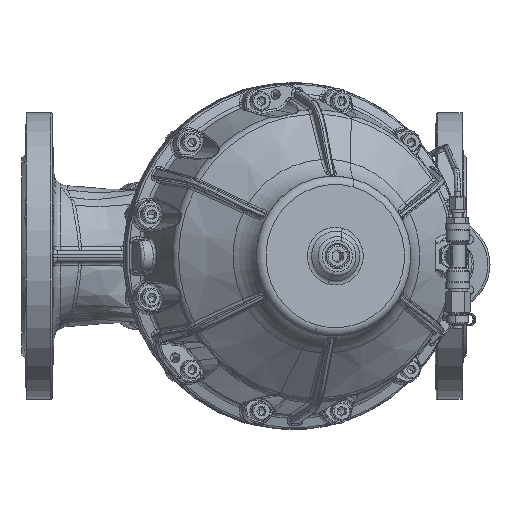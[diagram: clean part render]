
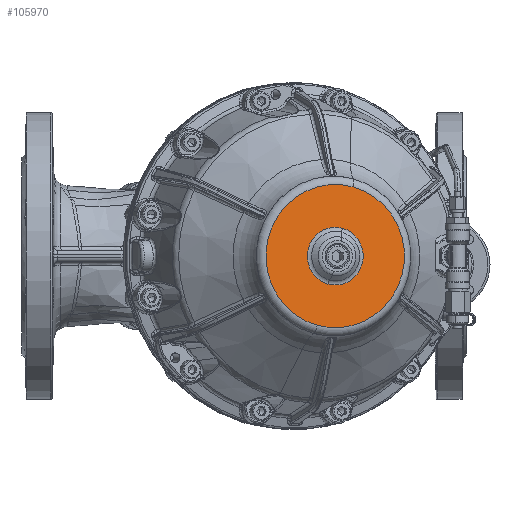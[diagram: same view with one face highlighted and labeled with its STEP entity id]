
A CAD part, front view. The second image highlights one B-rep face of the part: STEP entity #105970.
In plain terms, the highlighted planar face has unit normal (0.259, -0.966, 0).
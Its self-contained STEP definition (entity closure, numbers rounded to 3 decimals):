
#6080=CARTESIAN_POINT('Axis2P3D Location',(71.512,-266.885,0.)) ;
#6084=CARTESIAN_POINT('Vertex',(59.012,-270.235,-48.296)) ;
#6086=CARTESIAN_POINT('Vertex',(84.012,-263.536,48.296)) ;
#6111=CARTESIAN_POINT('Axis2P3D Location',(71.512,-266.885,0.)) ;
#6115=CARTESIAN_POINT('Vertex',(76.551,-265.535,19.47)) ;
#6117=CARTESIAN_POINT('Vertex',(66.472,-268.236,-19.47)) ;
#105940=CARTESIAN_POINT('Axis2P3D Location',(71.512,-266.885,0.)) ;
#105952=CARTESIAN_POINT('Axis2P3D Location',(118.162,-254.385,-12.941)) ;
#105957=CARTESIAN_POINT('Axis2P3D Location',(71.512,-266.885,0.)) ;
#6081=DIRECTION('Axis2P3D Direction',(-0.259,0.966,0.)) ;
#6112=DIRECTION('Axis2P3D Direction',(-0.259,0.966,0.)) ;
#105941=DIRECTION('Axis2P3D Direction',(-0.259,0.966,0.)) ;
#105953=DIRECTION('Axis2P3D Direction',(-0.259,0.966,0.)) ;
#105954=DIRECTION('Axis2P3D XDirection',(-0.25,-0.067,-0.966)) ;
#105958=DIRECTION('Axis2P3D Direction',(-0.259,0.966,0.)) ;
#6082=AXIS2_PLACEMENT_3D('Circle Axis2P3D',#6080,#6081,$) ;
#6113=AXIS2_PLACEMENT_3D('Circle Axis2P3D',#6111,#6112,$) ;
#105942=AXIS2_PLACEMENT_3D('Circle Axis2P3D',#105940,#105941,$) ;
#105955=AXIS2_PLACEMENT_3D('Plane Axis2P3D',#105952,#105953,#105954) ;
#105959=AXIS2_PLACEMENT_3D('Circle Axis2P3D',#105957,#105958,$) ;
#6083=CIRCLE('generated circle',#6082,50.) ;
#6114=CIRCLE('generated circle',#6113,20.157) ;
#105943=CIRCLE('generated circle',#105942,20.157) ;
#105960=CIRCLE('generated circle',#105959,50.) ;
#105956=PLANE('',#105955) ;
#105969=FACE_BOUND('',#105966,.T.) ;
#6088=EDGE_CURVE('',#6085,#6087,#6083,.T.) ;
#6119=EDGE_CURVE('',#6116,#6118,#6114,.T.) ;
#105944=EDGE_CURVE('',#6118,#6116,#105943,.T.) ;
#105961=EDGE_CURVE('',#6087,#6085,#105960,.T.) ;
#105963=ORIENTED_EDGE('',*,*,#6088,.F.) ;
#105964=ORIENTED_EDGE('',*,*,#105961,.F.) ;
#105967=ORIENTED_EDGE('',*,*,#105944,.T.) ;
#105968=ORIENTED_EDGE('',*,*,#6119,.T.) ;
#105962=EDGE_LOOP('',(#105963,#105964)) ;
#105966=EDGE_LOOP('',(#105967,#105968)) ;
#6085=VERTEX_POINT('',#6084) ;
#6087=VERTEX_POINT('',#6086) ;
#6116=VERTEX_POINT('',#6115) ;
#6118=VERTEX_POINT('',#6117) ;
#105970=ADVANCED_FACE('NONE',(#105965,#105969),#105956,.F.) ;
#105965=FACE_OUTER_BOUND('',#105962,.T.) ;
